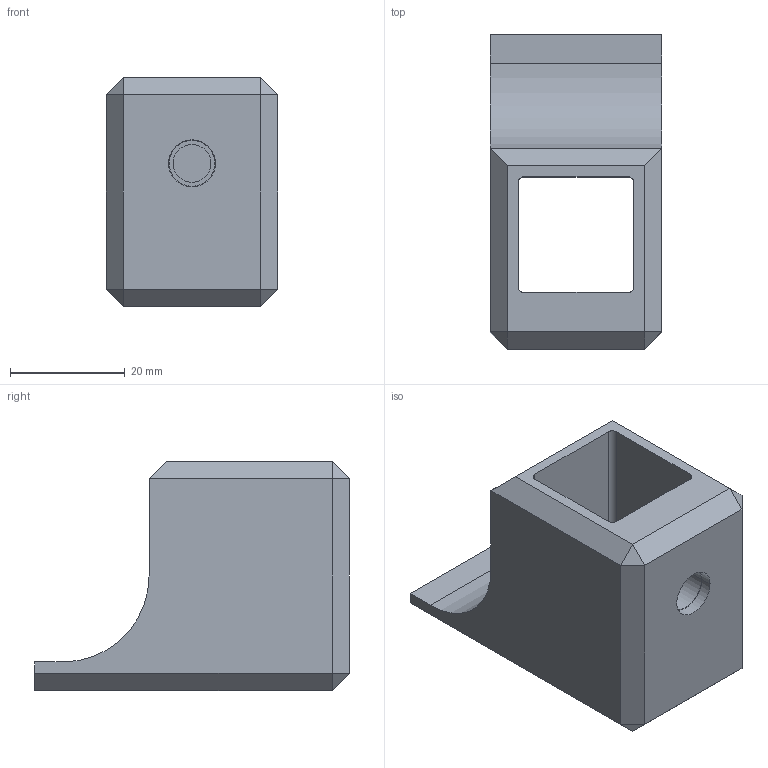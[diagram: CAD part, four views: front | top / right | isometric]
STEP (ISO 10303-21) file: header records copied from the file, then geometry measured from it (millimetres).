
FILE_DESCRIPTION (( 'STEP AP214' ), '1' );
FILE_NAME ('Scooter_Klemme_01.STEP', '2025-06-04T17:37:33', ( '' ), ( '' ), 'SwSTEP 2.0', 'SolidWorks 2025', '' );
FILE_SCHEMA (( 'AUTOMOTIVE_DESIGN' ));
Length unit declared in the file: millimetre
Products named in the file (1): Scooter_Klemme_01
Bounding box: 30 x 55 x 40 mm (x, y, z)
Volume: 28188 mm3; surface area: 10485 mm2
Topology: 1 solids, 1 shells, 38 faces, 88 edges, 54 vertices
Faces by surface type: plane 27, cylinder 11
Entity records: 1093 total; most frequent: DIRECTION 188, CARTESIAN_POINT 181, ORIENTED_EDGE 176, EDGE_CURVE 88, VECTOR 66, LINE 66, AXIS2_PLACEMENT_3D 61, VERTEX_POINT 54
